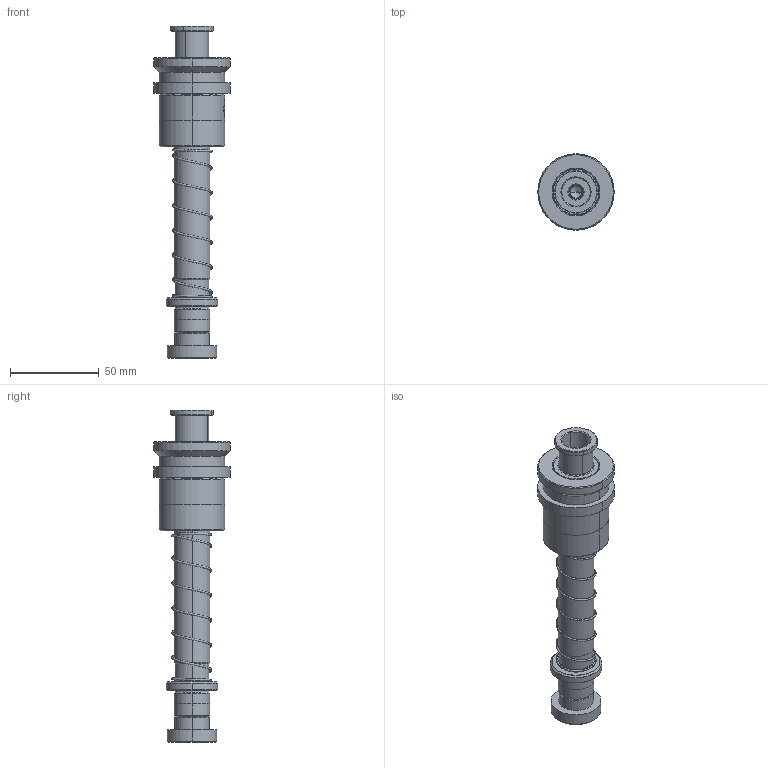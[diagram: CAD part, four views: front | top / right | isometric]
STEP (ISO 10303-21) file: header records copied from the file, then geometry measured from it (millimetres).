
FILE_DESCRIPTION (( 'STEP AP214' ), '1' );
FILE_NAME ('KTSH KTJH-D20-L140(BL50).STEP', '2021-09-09T04:00:01', ( '' ), ( '' ), 'SwSTEP 2.0', 'SolidWorks 2016', '' );
FILE_SCHEMA (( 'AUTOMOTIVE_DESIGN' ));
Length unit declared in the file: millimetre
Products named in the file (182): BALL-D3; BSH25.5-20.5-L50; KTSH KTJH-D20-L140(BL50); TRB20-30-20; GTK-D24-d19; BSH-D25.5-20.5-50郪蚾; TRPK蹟簽D20; HWP-D22.5-d20.5-L80; TRPK-D20-L140
Assembly tree (175 placements, depth 3):
  BALL-D3
  BALL-D3
  BALL-D3
  BALL-D3
  BALL-D3
Bounding box: 43 x 43 x 187 mm (x, y, z)
Volume: 95287.3 mm3; surface area: 47489.7 mm2
Topology: 171 solids, 171 shells, 832 faces, 3385 edges, 2238 vertices
Faces by surface type: sphere 660, cylinder 58, cone 52, plane 32, torus 16, bspline 14
Entity records: 35578 total; most frequent: CARTESIAN_POINT 19569, ORIENTED_EDGE 2792, DIRECTION 2530, EDGE_CURVE 1396, AXIS2_PLACEMENT_3D 1197, VERTEX_POINT 906, EDGE_LOOP 842, B_SPLINE_CURVE_WITH_KNOTS 737
